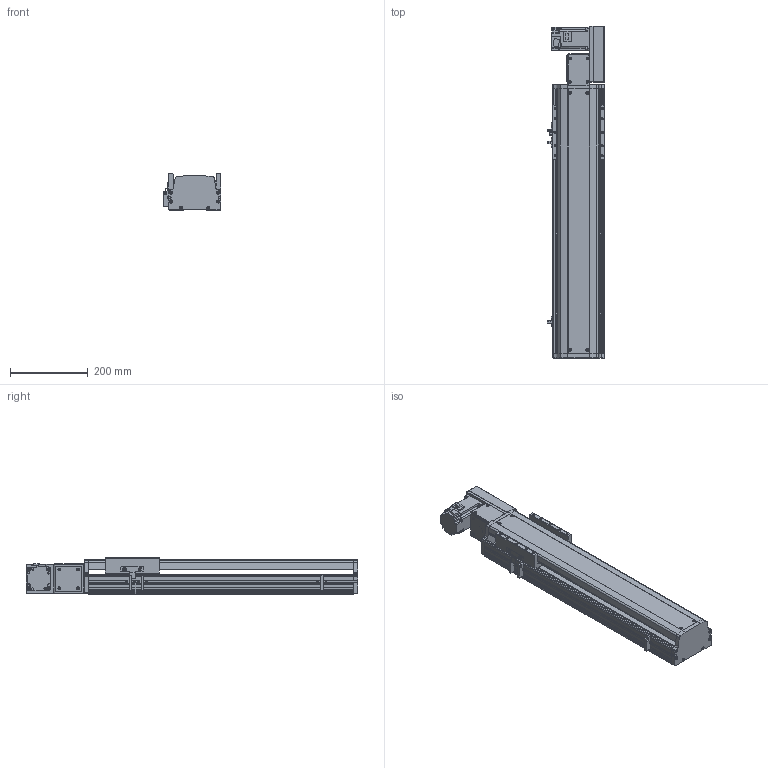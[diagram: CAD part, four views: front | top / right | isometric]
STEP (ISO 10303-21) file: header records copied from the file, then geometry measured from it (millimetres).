
FILE_DESCRIPTION (( 'STEP AP203' ), '1' );
FILE_NAME ('YTO135-4P-D01-400.step', '2018-07-20T09:36:00', ( 'admin' ), ( '' ), 'SwSTEP 2.0', 'SolidWorks 2016', '' );
FILE_SCHEMA (( 'CONFIG_CONTROL_DESIGN' ));
Length unit declared in the file: millimetre
Products named in the file (9): YTO135-4P-D01-400; AP-TO-13503-4P; AP-TO-135-4P-500; AP-TO-13504-4P; AP-TO-13505-4P; AP-TO-13502-4P; AP-TO-13506-4P; AP-TO-13507-4P; AP-TO-13508-4P
Assembly tree (10 placements, depth 2):
  YTO135-4P-D01-400
    AP-TO-13503-4P
    AP-TO-135-4P-500
    AP-TO-13504-4P
    AP-TO-13505-4P
    AP-TO-13502-4P
    AP-TO-13506-4P
    AP-TO-13507-4P
    AP-TO-13508-4P  x3
Bounding box: 148.7 x 856 x 93 mm (x, y, z)
Volume: 4135628.8 mm3; surface area: 832564.1 mm2
Topology: 8 solids, 24 shells, 1313 faces, 3405 edges, 2175 vertices
Faces by surface type: plane 701, cylinder 464, cone 124, bspline 12, torus 8, sphere 4
Entity records: 40276 total; most frequent: CARTESIAN_POINT 7733, DIRECTION 6744, ORIENTED_EDGE 6360, EDGE_CURVE 3237, AXIS2_PLACEMENT_3D 2326, VERTEX_POINT 2095, VECTOR 2092, LINE 2092
